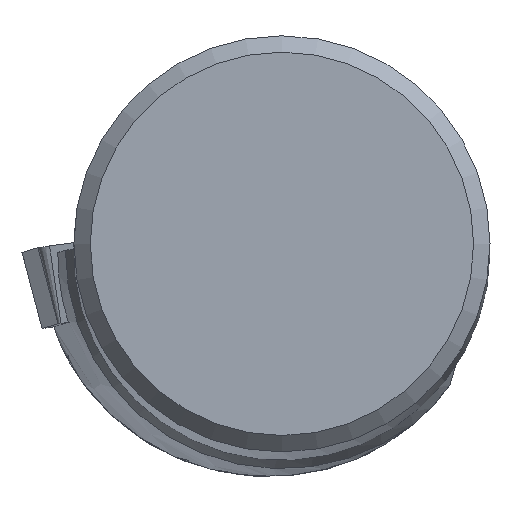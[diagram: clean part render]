
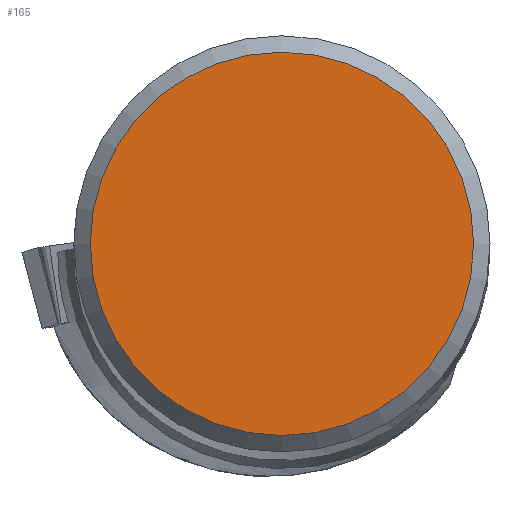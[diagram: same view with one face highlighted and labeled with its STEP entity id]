
A CAD part, top view. The second image highlights one B-rep face of the part: STEP entity #165.
In plain terms, the highlighted planar face has unit normal (0, 0, 1).
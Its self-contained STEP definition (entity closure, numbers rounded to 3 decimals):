
#134=FACE_OUTER_BOUND('',#313,.T.);
#165=ADVANCED_FACE('',(#134),#186,.T.);
#186=PLANE('',#777);
#313=EDGE_LOOP('',(#437));
#437=ORIENTED_EDGE('',*,*,#604,.T.);
#533=VERTEX_POINT('',#1276);
#604=EDGE_CURVE('',#533,#533,#642,.T.);
#642=CIRCLE('',#776,5.843);
#776=AXIS2_PLACEMENT_3D('',#1275,#923,#924);
#777=AXIS2_PLACEMENT_3D('',#1277,#925,#926);
#923=DIRECTION('',(0.,0.,1.));
#924=DIRECTION('',(1.,0.,0.));
#925=DIRECTION('',(0.,0.,1.));
#926=DIRECTION('',(1.,0.,0.));
#1275=CARTESIAN_POINT('',(0.,0.,0.));
#1276=CARTESIAN_POINT('',(5.843,0.,0.));
#1277=CARTESIAN_POINT('',(0.,0.,
0.));
